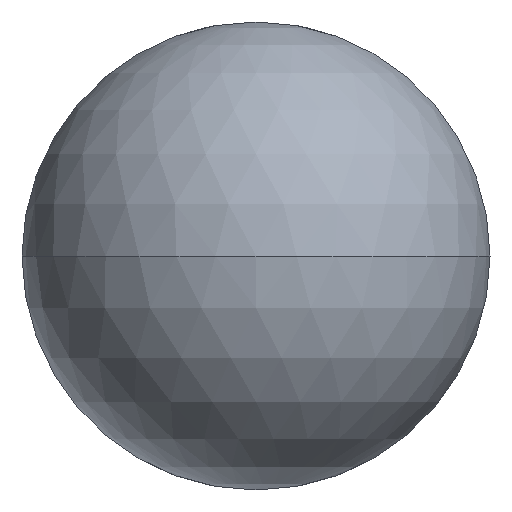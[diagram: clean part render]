
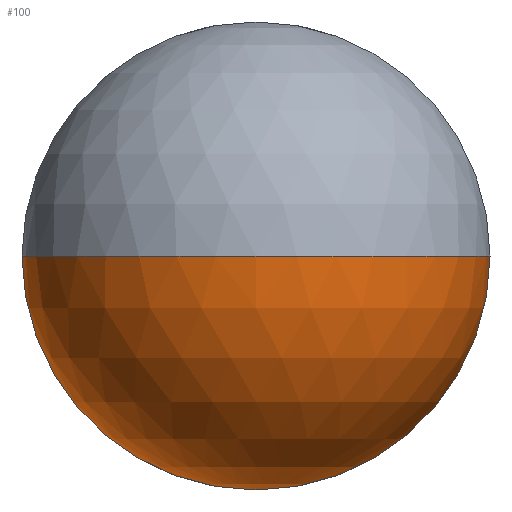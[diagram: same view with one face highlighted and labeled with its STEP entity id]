
A CAD part, front view. The second image highlights one B-rep face of the part: STEP entity #100.
In plain terms, the highlighted spherical face has radius 3.175 mm.
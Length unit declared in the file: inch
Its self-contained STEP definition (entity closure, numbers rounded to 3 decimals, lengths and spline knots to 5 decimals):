
#2 = CARTESIAN_POINT ( 'NONE',  ( 0., 0.125, 0. ) ) ;
#4 = CARTESIAN_POINT ( 'NONE',  ( 0., 0.125, 0. ) ) ;
#9 = SPHERICAL_SURFACE ( 'NONE', #277, 0.125 ) ;
#12 = CIRCLE ( 'NONE', #294, 0.125 ) ;
#22 = DIRECTION ( 'NONE',  ( 0., 0., -1. ) ) ;
#25 = VERTEX_POINT ( 'NONE', #170 ) ;
#49 = AXIS2_PLACEMENT_3D ( 'NONE', #483, #225, #389 ) ;
#59 = AXIS2_PLACEMENT_3D ( 'NONE', #239, #66, #514 ) ;
#64 = EDGE_LOOP ( 'NONE', ( #447, #491, #279, #471 ) ) ;
#66 = DIRECTION ( 'NONE',  ( 0., 0., 1. ) ) ;
#96 = EDGE_CURVE ( 'NONE', #186, #288, #453, .T. ) ;
#100 = ADVANCED_FACE ( 'NONE', ( #402 ), #9, .T. ) ;
#101 = CARTESIAN_POINT ( 'NONE',  ( 0., 0.125, 0. ) ) ;
#169 = DIRECTION ( 'NONE',  ( -1., 0., 0. ) ) ;
#170 = CARTESIAN_POINT ( 'NONE',  ( -0.125, 0.125, 0. ) ) ;
#172 = CIRCLE ( 'NONE', #59, 0.125 ) ;
#186 = VERTEX_POINT ( 'NONE', #413 ) ;
#203 = EDGE_CURVE ( 'NONE', #288, #358, #12, .T. ) ;
#209 = DIRECTION ( 'NONE',  ( 0., 0., -1. ) ) ;
#225 = DIRECTION ( 'NONE',  ( 0., -1., 0. ) ) ;
#239 = CARTESIAN_POINT ( 'NONE',  ( 0., 0.125, 0. ) ) ;
#240 = DIRECTION ( 'NONE',  ( 0., -1., 0. ) ) ;
#252 = EDGE_CURVE ( 'NONE', #25, #358, #172, .T. ) ;
#272 = EDGE_CURVE ( 'NONE', #25, #186, #440, .T. ) ;
#277 = AXIS2_PLACEMENT_3D ( 'NONE', #4, #209, #169 ) ;
#279 = ORIENTED_EDGE ( 'NONE', *, *, #203, .T. ) ;
#288 = VERTEX_POINT ( 'NONE', #387 ) ;
#294 = AXIS2_PLACEMENT_3D ( 'NONE', #101, #22, #422 ) ;
#358 = VERTEX_POINT ( 'NONE', #416 ) ;
#360 = AXIS2_PLACEMENT_3D ( 'NONE', #2, #240, #485 ) ;
#387 = CARTESIAN_POINT ( 'NONE',  ( 0.125, 0.125, 0. ) ) ;
#389 = DIRECTION ( 'NONE',  ( 0., 0., -1. ) ) ;
#402 = FACE_OUTER_BOUND ( 'NONE', #64, .T. ) ;
#413 = CARTESIAN_POINT ( 'NONE',  ( 0., 0.125, -0.125 ) ) ;
#416 = CARTESIAN_POINT ( 'NONE',  ( 0., 0., 0. ) ) ;
#422 = DIRECTION ( 'NONE',  ( -1., 0., 0. ) ) ;
#440 = CIRCLE ( 'NONE', #49, 0.125 ) ;
#447 = ORIENTED_EDGE ( 'NONE', *, *, #272, .T. ) ;
#453 = CIRCLE ( 'NONE', #360, 0.125 ) ;
#471 = ORIENTED_EDGE ( 'NONE', *, *, #252, .F. ) ;
#483 = CARTESIAN_POINT ( 'NONE',  ( 0., 0.125, 0. ) ) ;
#485 = DIRECTION ( 'NONE',  ( 0., 0., -1. ) ) ;
#491 = ORIENTED_EDGE ( 'NONE', *, *, #96, .T. ) ;
#514 = DIRECTION ( 'NONE',  ( 1., 0., 0. ) ) ;
